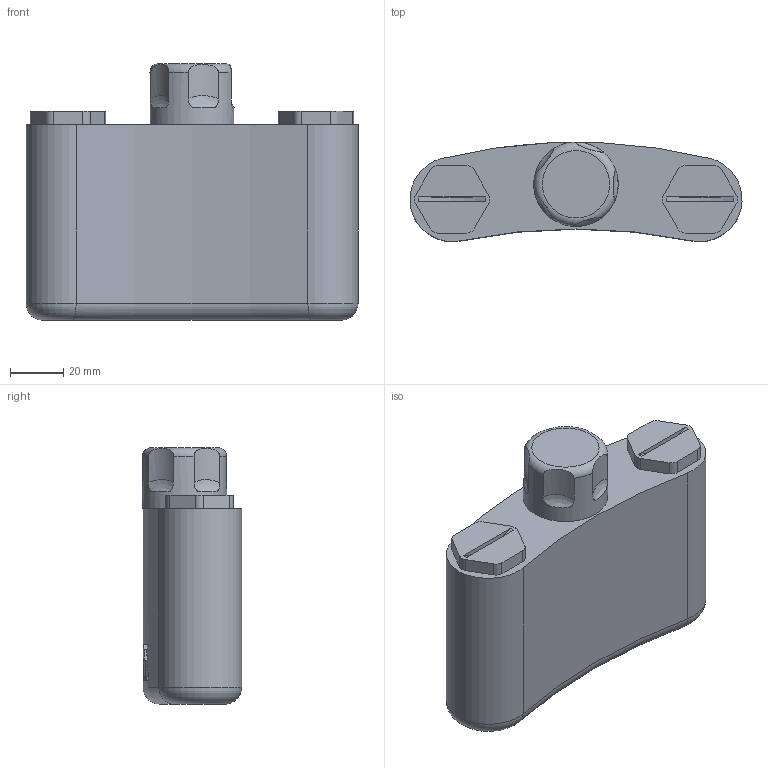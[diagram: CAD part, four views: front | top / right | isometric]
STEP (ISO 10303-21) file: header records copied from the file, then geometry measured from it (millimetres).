
FILE_DESCRIPTION(/* description */ (''),/* implementation_level */ '2;1');
FILE_NAME(/* name */ 'Mohawk Batt Larger v4.step',/* time_stamp */ '2023-01-30T14:52:11-06:00',/* author */ (''),/* organization */ (''),/* preprocessor_version */ 'ST-DEVELOPER v19.2',/* originating_system */ 'Autodesk Translation Framework v11.17.0.187',/* authorisation */ '');
FILE_SCHEMA (('AUTOMOTIVE_DESIGN { 1 0 10303 214 3 1 1 }'));
Length unit declared in the file: inch
Products named in the file (1): Mohawk Batt Larger
Bounding box: 124.99 x 37.4 x 96.52 mm (x, y, z)
Volume: 133105.8 mm3; surface area: 67361.8 mm2
Topology: 4 solids, 4 shells, 197 faces, 522 edges, 349 vertices
Faces by surface type: cylinder 101, plane 72, bspline 17, torus 6, cone 1
Full cylindrical faces by diameter (mm): 11.427 x10, 12.7 x10, 19.558 x1, 22.835 x5, 23.238 x5, 25.136 x5, 25.298 x2, 25.4 x5, 26.822 x1, 31.75 x1
Entity records: 13020 total; most frequent: CARTESIAN_POINT 8279, ORIENTED_EDGE 1044, DIRECTION 905, EDGE_CURVE 522, AXIS2_PLACEMENT_3D 367, VERTEX_POINT 349, EDGE_LOOP 215, FACE_OUTER_BOUND 197
